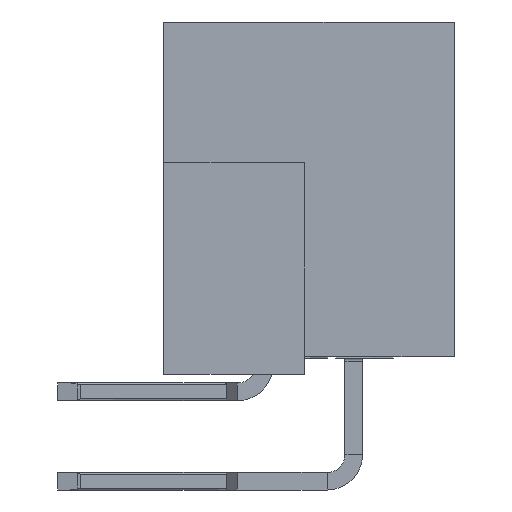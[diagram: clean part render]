
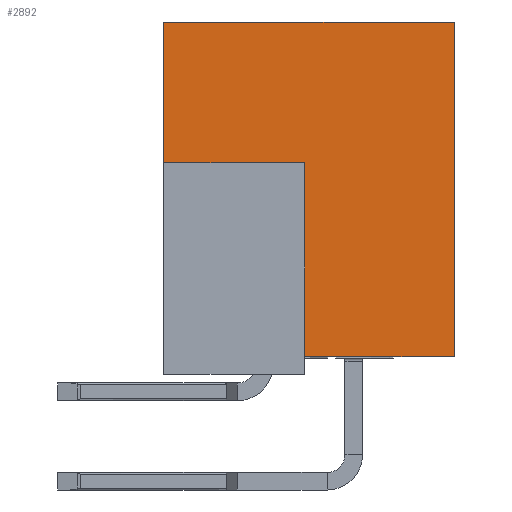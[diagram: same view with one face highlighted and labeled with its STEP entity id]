
A CAD part, left-side view. The second image highlights one B-rep face of the part: STEP entity #2892.
In plain terms, the highlighted planar face has unit normal (-1, 0, 0).
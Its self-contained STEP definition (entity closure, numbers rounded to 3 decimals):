
#537=CARTESIAN_POINT('',(-20.35,-4.125,0.));
#538=VERTEX_POINT('',#537);
#539=CARTESIAN_POINT('',(-20.35,-4.125,-9.5));
#540=VERTEX_POINT('',#539);
#541=CARTESIAN_POINT('',(-20.35,-4.125,0.));
#542=DIRECTION('',(0.,0.,-1.));
#543=VECTOR('',#542,9.5);
#544=LINE('',#541,#543);
#545=EDGE_CURVE('',#538,#540,#544,.T.);
#2479=CARTESIAN_POINT('',(-20.35,4.125,0.));
#2480=VERTEX_POINT('',#2479);
#2481=CARTESIAN_POINT('',(-20.35,4.125,0.));
#2482=DIRECTION('',(0.,-1.,0.));
#2483=VECTOR('',#2482,8.25);
#2484=LINE('',#2481,#2483);
#2485=EDGE_CURVE('',#2480,#538,#2484,.T.);
#2728=CARTESIAN_POINT('',(-20.35,4.125,-4.));
#2729=VERTEX_POINT('',#2728);
#2736=CARTESIAN_POINT('',(-20.35,4.125,-4.));
#2737=DIRECTION('',(0.,0.,1.));
#2738=VECTOR('',#2737,4.);
#2739=LINE('',#2736,#2738);
#2740=EDGE_CURVE('',#2729,#2480,#2739,.T.);
#2828=CARTESIAN_POINT('',(-20.35,0.125,-9.5));
#2829=VERTEX_POINT('',#2828);
#2862=CARTESIAN_POINT('',(-20.35,0.,-6.65));
#2863=DIRECTION('',(0.,1.,0.));
#2864=DIRECTION('',(-1.,0.,0.));
#2865=AXIS2_PLACEMENT_3D('',#2862,#2864,#2863);
#2866=PLANE('',#2865);
#2867=CARTESIAN_POINT('',(-20.35,0.125,-4.));
#2868=VERTEX_POINT('',#2867);
#2869=CARTESIAN_POINT('',(-20.35,0.125,-4.));
#2870=DIRECTION('',(0.,0.,-1.));
#2871=VECTOR('',#2870,5.5);
#2872=LINE('',#2869,#2871);
#2873=EDGE_CURVE('',#2868,#2829,#2872,.T.);
#2874=ORIENTED_EDGE('',*,*,#2873,.T.);
#2875=CARTESIAN_POINT('',(-20.35,-4.125,-9.5));
#2876=DIRECTION('',(0.,1.,0.));
#2877=VECTOR('',#2876,4.25);
#2878=LINE('',#2875,#2877);
#2879=EDGE_CURVE('',#540,#2829,#2878,.T.);
#2880=ORIENTED_EDGE('',*,*,#2879,.F.);
#2881=ORIENTED_EDGE('',*,*,#545,.F.);
#2882=ORIENTED_EDGE('',*,*,#2485,.F.);
#2883=ORIENTED_EDGE('',*,*,#2740,.F.);
#2884=CARTESIAN_POINT('',(-20.35,4.125,-4.));
#2885=DIRECTION('',(0.,-1.,0.));
#2886=VECTOR('',#2885,4.);
#2887=LINE('',#2884,#2886);
#2888=EDGE_CURVE('',#2729,#2868,#2887,.T.);
#2889=ORIENTED_EDGE('',*,*,#2888,.T.);
#2890=EDGE_LOOP('',(#2874,#2880,#2881,#2882,#2883,#2889));
#2891=FACE_OUTER_BOUND('',#2890,.T.);
#2892=ADVANCED_FACE('',(#2891),#2866,.T.);
